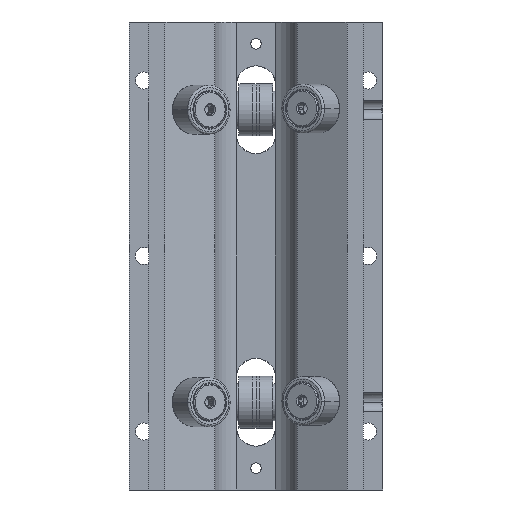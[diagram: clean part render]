
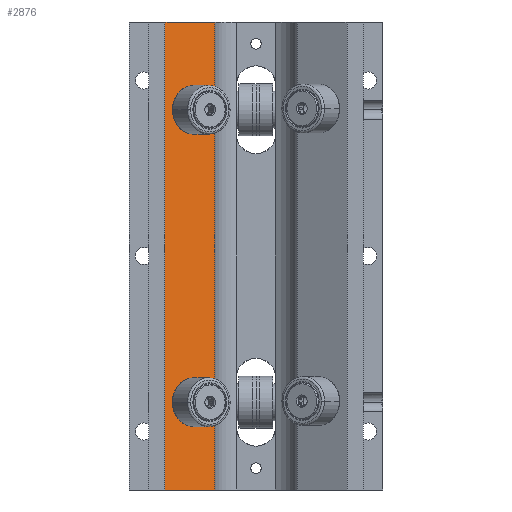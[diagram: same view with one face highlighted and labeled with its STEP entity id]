
A CAD part, front view. The second image highlights one B-rep face of the part: STEP entity #2876.
In plain terms, the highlighted planar face has unit normal (0.5, -0.866, 0).
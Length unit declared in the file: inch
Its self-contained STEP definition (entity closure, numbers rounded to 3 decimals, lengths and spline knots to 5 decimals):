
#39 = CARTESIAN_POINT ( 'NONE',  ( -1.16684, -0.385, -3. ) ) ;
#592 = CARTESIAN_POINT ( 'NONE',  ( -1.16684, -0.385, -3. ) ) ;
#596 = DIRECTION ( 'NONE',  ( -0.5, 0.866, 0. ) ) ;
#733 = ORIENTED_EDGE ( 'NONE', *, *, #4326, .T. ) ;
#791 = ORIENTED_EDGE ( 'NONE', *, *, #11715, .T. ) ;
#1159 = CARTESIAN_POINT ( 'NONE',  ( -0.71801, -0.12587, -1.875 ) ) ;
#1175 = CARTESIAN_POINT ( 'NONE',  ( -0.82735, -0.18899, -1.875 ) ) ;
#1365 = CARTESIAN_POINT ( 'NONE',  ( -1.16684, -0.385, 3. ) ) ;
#1457 = CARTESIAN_POINT ( 'NONE',  ( -0.93668, -0.25212, -1.875 ) ) ;
#1531 = LINE ( 'NONE', #7487, #3023 ) ;
#1608 = DIRECTION ( 'NONE',  ( 0.866, 0.5, 0. ) ) ;
#2104 = VERTEX_POINT ( 'NONE', #8933 ) ;
#2749 = CARTESIAN_POINT ( 'NONE',  ( -0.53095, -0.01787, -3. ) ) ;
#2779 = DIRECTION ( 'NONE',  ( 0.5, -0.866, 0. ) ) ;
#2821 = LINE ( 'NONE', #1365, #8093 ) ;
#2876 = ADVANCED_FACE ( 'NONE', ( #5173, #5419, #11625 ), #15007, .T. ) ;
#3023 = VECTOR ( 'NONE', #3794, 39.37008 ) ;
#3657 = DIRECTION ( 'NONE',  ( -0.5, 0.866, 0. ) ) ;
#3794 = DIRECTION ( 'NONE',  ( 0., 0., 1. ) ) ;
#3926 = VERTEX_POINT ( 'NONE', #39 ) ;
#3953 = CIRCLE ( 'NONE', #7825, 0.12625 ) ;
#4326 = EDGE_CURVE ( 'NONE', #12808, #5888, #15816, .T. ) ;
#4378 = CIRCLE ( 'NONE', #13908, 0.12625 ) ;
#4716 = VERTEX_POINT ( 'NONE', #1457 ) ;
#4848 = DIRECTION ( 'NONE',  ( -0.5, 0.866, 0. ) ) ;
#5173 = FACE_BOUND ( 'NONE', #6522, .T. ) ;
#5419 = FACE_BOUND ( 'NONE', #14223, .T. ) ;
#5507 = DIRECTION ( 'NONE',  ( 0.866, 0.5, 0. ) ) ;
#5642 = DIRECTION ( 'NONE',  ( 0.866, 0.5, 0. ) ) ;
#5647 = VERTEX_POINT ( 'NONE', #1159 ) ;
#5888 = VERTEX_POINT ( 'NONE', #15316 ) ;
#5953 = EDGE_CURVE ( 'NONE', #3926, #7346, #9111, .T. ) ;
#6157 = EDGE_CURVE ( 'NONE', #7346, #2104, #1531, .T. ) ;
#6502 = CARTESIAN_POINT ( 'NONE',  ( -1.16684, -0.385, 3. ) ) ;
#6522 = EDGE_LOOP ( 'NONE', ( #791, #8585 ) ) ;
#6644 = DIRECTION ( 'NONE',  ( 0.866, 0.5, 0. ) ) ;
#7346 = VERTEX_POINT ( 'NONE', #2749 ) ;
#7487 = CARTESIAN_POINT ( 'NONE',  ( -0.53095, -0.01787, -3. ) ) ;
#7595 = ORIENTED_EDGE ( 'NONE', *, *, #13818, .F. ) ;
#7825 = AXIS2_PLACEMENT_3D ( 'NONE', #15480, #596, #5507 ) ;
#7866 = CARTESIAN_POINT ( 'NONE',  ( -0.82735, -0.18899, 1.875 ) ) ;
#7911 = ORIENTED_EDGE ( 'NONE', *, *, #15896, .T. ) ;
#7986 = CARTESIAN_POINT ( 'NONE',  ( -1.16684, -0.385, -3. ) ) ;
#8093 = VECTOR ( 'NONE', #1608, 39.37008 ) ;
#8116 = AXIS2_PLACEMENT_3D ( 'NONE', #7866, #12779, #9210 ) ;
#8358 = AXIS2_PLACEMENT_3D ( 'NONE', #15885, #4848, #9753 ) ;
#8585 = ORIENTED_EDGE ( 'NONE', *, *, #9349, .T. ) ;
#8933 = CARTESIAN_POINT ( 'NONE',  ( -0.53095, -0.01787, 3. ) ) ;
#9111 = LINE ( 'NONE', #7986, #13809 ) ;
#9210 = DIRECTION ( 'NONE',  ( 0.866, 0.5, 0. ) ) ;
#9349 = EDGE_CURVE ( 'NONE', #4716, #5647, #3953, .T. ) ;
#9372 = ORIENTED_EDGE ( 'NONE', *, *, #12139, .F. ) ;
#9698 = DIRECTION ( 'NONE',  ( 0.866, 0.5, 0. ) ) ;
#9753 = DIRECTION ( 'NONE',  ( 0.866, 0.5, 0. ) ) ;
#10108 = VECTOR ( 'NONE', #12494, 39.37008 ) ;
#11625 = FACE_OUTER_BOUND ( 'NONE', #13785, .T. ) ;
#11715 = EDGE_CURVE ( 'NONE', #5647, #4716, #4378, .T. ) ;
#12139 = EDGE_CURVE ( 'NONE', #3926, #15398, #13847, .T. ) ;
#12494 = DIRECTION ( 'NONE',  ( 0., 0., 1. ) ) ;
#12618 = ORIENTED_EDGE ( 'NONE', *, *, #6157, .T. ) ;
#12779 = DIRECTION ( 'NONE',  ( -0.5, 0.866, 0. ) ) ;
#12808 = VERTEX_POINT ( 'NONE', #14302 ) ;
#13679 = CARTESIAN_POINT ( 'NONE',  ( -1.16684, -0.385, -3. ) ) ;
#13785 = EDGE_LOOP ( 'NONE', ( #7595, #9372, #15142, #12618 ) ) ;
#13809 = VECTOR ( 'NONE', #5642, 39.37008 ) ;
#13818 = EDGE_CURVE ( 'NONE', #15398, #2104, #2821, .T. ) ;
#13847 = LINE ( 'NONE', #13679, #10108 ) ;
#13908 = AXIS2_PLACEMENT_3D ( 'NONE', #1175, #3657, #9698 ) ;
#14223 = EDGE_LOOP ( 'NONE', ( #733, #7911 ) ) ;
#14302 = CARTESIAN_POINT ( 'NONE',  ( -0.71801, -0.12587, 1.875 ) ) ;
#15007 = PLANE ( 'NONE',  #15037 ) ;
#15037 = AXIS2_PLACEMENT_3D ( 'NONE', #592, #2779, #6644 ) ;
#15058 = CIRCLE ( 'NONE', #8116, 0.12625 ) ;
#15142 = ORIENTED_EDGE ( 'NONE', *, *, #5953, .T. ) ;
#15316 = CARTESIAN_POINT ( 'NONE',  ( -0.93668, -0.25212, 1.875 ) ) ;
#15398 = VERTEX_POINT ( 'NONE', #6502 ) ;
#15480 = CARTESIAN_POINT ( 'NONE',  ( -0.82735, -0.18899, -1.875 ) ) ;
#15816 = CIRCLE ( 'NONE', #8358, 0.12625 ) ;
#15885 = CARTESIAN_POINT ( 'NONE',  ( -0.82735, -0.18899, 1.875 ) ) ;
#15896 = EDGE_CURVE ( 'NONE', #5888, #12808, #15058, .T. ) ;
